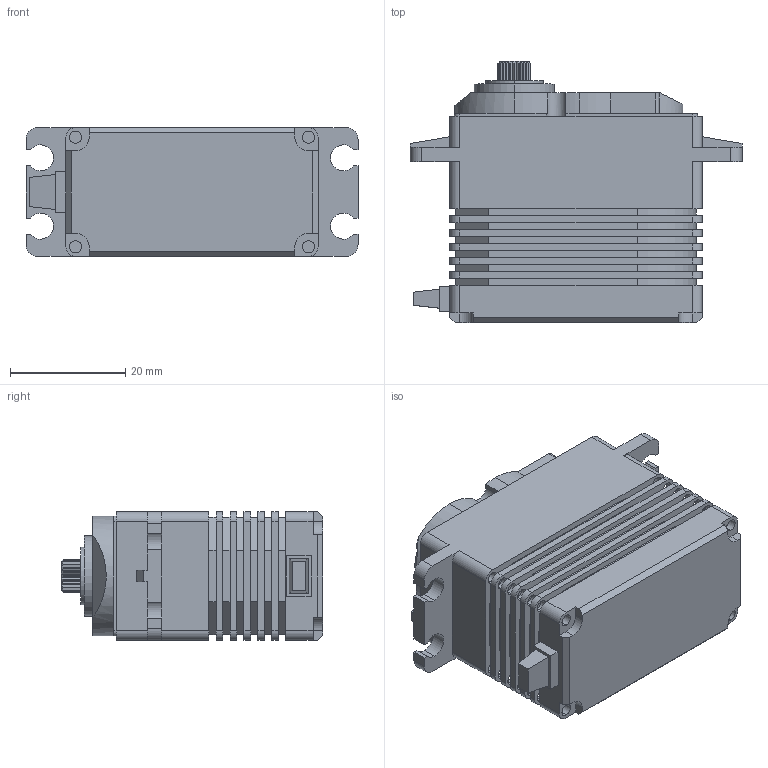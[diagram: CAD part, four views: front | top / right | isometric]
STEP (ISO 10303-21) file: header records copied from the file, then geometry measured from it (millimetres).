
FILE_DESCRIPTION (( 'STEP AP203' ), '1' );
FILE_NAME ('[ELEC-SRVO-HS7980TH] Hitec HS-7980TH.STEP', '2017-05-30T10:40:33', ( 'Dai' ), ( '' ), 'SwSTEP 2.0', 'SolidWorks 2015', '' );
FILE_SCHEMA (( 'CONFIG_CONTROL_DESIGN' ));
Length unit declared in the file: inch
Products named in the file (1): [ELEC-SRVO-HS7980TH] Hitec HS-7980TH
Bounding box: 57.66 x 45.36 x 22.4 mm (x, y, z)
Volume: 36933 mm3; surface area: 10632.7 mm2
Topology: 1 solids, 1 shells, 439 faces, 1177 edges, 766 vertices
Faces by surface type: plane 237, cylinder 177, cone 25
Entity records: 13976 total; most frequent: CARTESIAN_POINT 2533, DIRECTION 2417, ORIENTED_EDGE 2354, EDGE_CURVE 1177, AXIS2_PLACEMENT_3D 850, VERTEX_POINT 766, VECTOR 717, LINE 717
